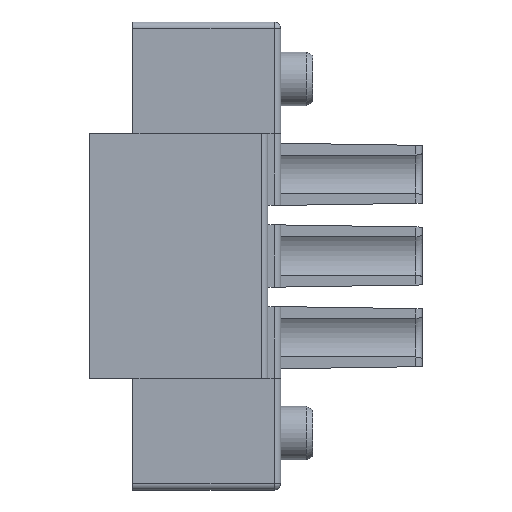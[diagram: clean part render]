
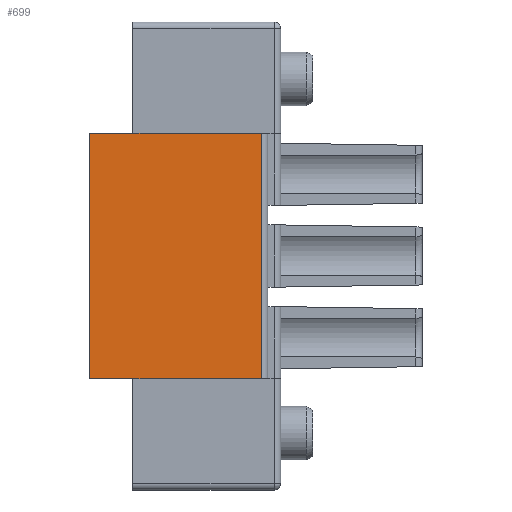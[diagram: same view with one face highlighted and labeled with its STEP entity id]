
A CAD part, front view. The second image highlights one B-rep face of the part: STEP entity #699.
In plain terms, the highlighted planar face has unit normal (0, -1, 0).
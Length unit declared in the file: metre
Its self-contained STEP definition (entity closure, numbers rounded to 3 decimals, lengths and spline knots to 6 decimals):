
#699=ADVANCED_FACE('',(#1489),#1490,.T.);
#1489=FACE_OUTER_BOUND('',#2341,.T.);
#1490=PLANE('',#2342);
#2341=EDGE_LOOP('',(#4275,#4276,#4277,#4278));
#2342=AXIS2_PLACEMENT_3D('',#4279,#4280,#4281);
#4275=ORIENTED_EDGE('',*,*,#5587,.F.);
#4276=ORIENTED_EDGE('',*,*,#4929,.F.);
#4277=ORIENTED_EDGE('',*,*,#5677,.T.);
#4278=ORIENTED_EDGE('',*,*,#5183,.T.);
#4279=CARTESIAN_POINT('',(0.006473,0.00051,0.002633));
#4280=DIRECTION('',(0.,-1.0,0.));
#4281=DIRECTION('',(0.0,0.,-1.0));
#4929=EDGE_CURVE('',#5862,#5864,#5865,.T.);
#5183=EDGE_CURVE('',#6296,#6294,#6297,.T.);
#5587=EDGE_CURVE('',#5864,#6294,#6867,.T.);
#5677=EDGE_CURVE('',#5862,#6296,#6992,.T.);
#5862=VERTEX_POINT('',#7250);
#5864=VERTEX_POINT('',#7253);
#5865=LINE('',#7254,#7255);
#6294=VERTEX_POINT('',#7874);
#6296=VERTEX_POINT('',#7876);
#6297=LINE('',#7877,#7878);
#6867=LINE('',#8757,#8758);
#6992=LINE('',#8929,#8930);
#7250=CARTESIAN_POINT('',(-0.001527,0.00051,0.003408));
#7253=CARTESIAN_POINT('',(0.006473,0.00051,0.003408));
#7254=CARTESIAN_POINT('',(0.013673,0.00051,0.003408));
#7255=VECTOR('',#9182,1.0);
#7874=CARTESIAN_POINT('',(0.006473,0.00051,-0.008022));
#7876=CARTESIAN_POINT('',(-0.001527,0.00051,-0.008022));
#7877=CARTESIAN_POINT('',(0.013673,0.00051,-0.008022));
#7878=VECTOR('',#9479,1.0);
#8757=CARTESIAN_POINT('',(0.006473,0.00051,0.002633));
#8758=VECTOR('',#9900,1.0);
#8929=CARTESIAN_POINT('',(-0.001527,0.00051,0.002633));
#8930=VECTOR('',#10007,1.0);
#9182=DIRECTION('',(1.0,0.,0.));
#9479=DIRECTION('',(1.0,0.,0.));
#9900=DIRECTION('',(0.,0.,-1.0));
#10007=DIRECTION('',(0.,0.,-1.0));
